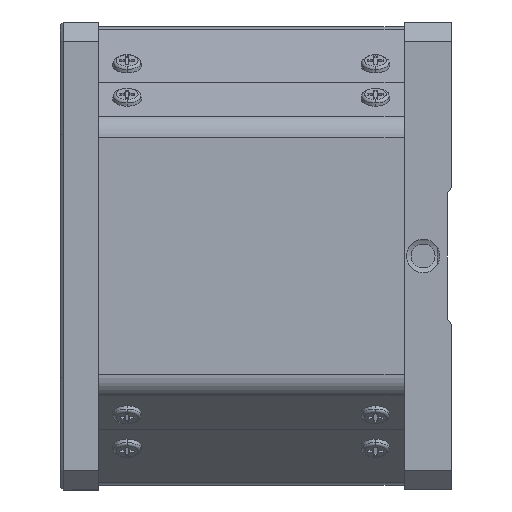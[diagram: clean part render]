
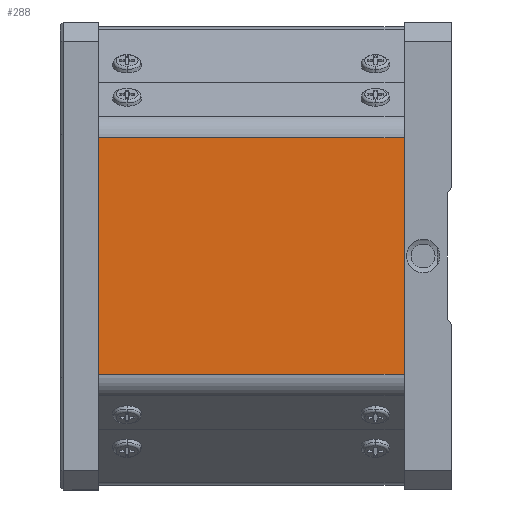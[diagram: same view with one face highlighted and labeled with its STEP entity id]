
A CAD part, left-side view. The second image highlights one B-rep face of the part: STEP entity #288.
In plain terms, the highlighted face is planar.
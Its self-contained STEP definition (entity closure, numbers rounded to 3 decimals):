
#288 = ADVANCED_FACE ( 'NONE', ( #3860 ), #12899, .F. ) ;
#964 = VECTOR ( 'NONE', #19341, 1000. ) ;
#1416 = VERTEX_POINT ( 'NONE', #9158 ) ;
#3007 = CARTESIAN_POINT ( 'NONE',  ( 30.146, 0., 7.8 ) ) ;
#3226 = VERTEX_POINT ( 'NONE', #3007 ) ;
#3860 = FACE_OUTER_BOUND ( 'NONE', #27841, .T. ) ;
#4805 = AXIS2_PLACEMENT_3D ( 'NONE', #26673, #6746, #19590 ) ;
#5538 = DIRECTION ( 'NONE',  ( 0., -1., 0. ) ) ;
#5541 = CARTESIAN_POINT ( 'NONE',  ( 5.383, 32., 7.8 ) ) ;
#5545 = LINE ( 'NONE', #5541, #20141 ) ;
#6746 = DIRECTION ( 'NONE',  ( 0., 0., -1. ) ) ;
#7927 = CARTESIAN_POINT ( 'NONE',  ( 30.146, 32., 7.8 ) ) ;
#9158 = CARTESIAN_POINT ( 'NONE',  ( 5.383, 32., 7.8 ) ) ;
#9303 = VECTOR ( 'NONE', #10185, 1000. ) ;
#9472 = VERTEX_POINT ( 'NONE', #7927 ) ;
#10185 = DIRECTION ( 'NONE',  ( 0., 1., 0. ) ) ;
#10190 = CARTESIAN_POINT ( 'NONE',  ( 30.146, 32., 7.8 ) ) ;
#10216 = LINE ( 'NONE', #10190, #9303 ) ;
#11100 = DIRECTION ( 'NONE',  ( 1., 0., 0. ) ) ;
#11128 = CARTESIAN_POINT ( 'NONE',  ( 4.215, 32., 7.8 ) ) ;
#11131 = LINE ( 'NONE', #11128, #20099 ) ;
#12899 = PLANE ( 'NONE',  #4805 ) ;
#13784 = ORIENTED_EDGE ( 'NONE', *, *, #23256, .T. ) ;
#13864 = CARTESIAN_POINT ( 'NONE',  ( 5.383, 0., 7.8 ) ) ;
#13957 = ORIENTED_EDGE ( 'NONE', *, *, #27244, .T. ) ;
#14073 = ORIENTED_EDGE ( 'NONE', *, *, #21426, .T. ) ;
#19341 = DIRECTION ( 'NONE',  ( 1., 0., 0. ) ) ;
#19369 = CARTESIAN_POINT ( 'NONE',  ( 4.215, 0., 7.8 ) ) ;
#19374 = LINE ( 'NONE', #19369, #964 ) ;
#19590 = DIRECTION ( 'NONE',  ( -1., 0., 0. ) ) ;
#20099 = VECTOR ( 'NONE', #11100, 1000. ) ;
#20141 = VECTOR ( 'NONE', #5538, 1000. ) ;
#21063 = ORIENTED_EDGE ( 'NONE', *, *, #22561, .F. ) ;
#21426 = EDGE_CURVE ( 'NONE', #22239, #3226, #19374, .T. ) ;
#22239 = VERTEX_POINT ( 'NONE', #13864 ) ;
#22561 = EDGE_CURVE ( 'NONE', #1416, #9472, #11131, .T. ) ;
#23256 = EDGE_CURVE ( 'NONE', #1416, #22239, #5545, .T. ) ;
#26673 = CARTESIAN_POINT ( 'NONE',  ( 4.215, 32., 7.8 ) ) ;
#27244 = EDGE_CURVE ( 'NONE', #3226, #9472, #10216, .T. ) ;
#27841 = EDGE_LOOP ( 'NONE', ( #14073, #13957, #21063, #13784 ) ) ;
